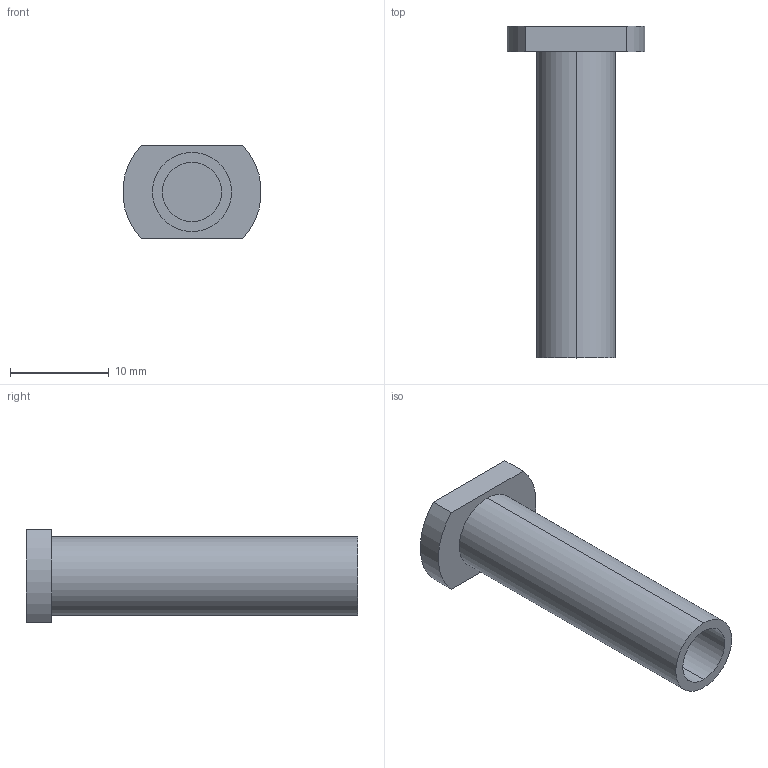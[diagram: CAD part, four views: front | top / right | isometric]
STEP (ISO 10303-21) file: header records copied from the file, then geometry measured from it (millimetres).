
FILE_DESCRIPTION(('HOOPS Exchange Step'),'2;1');
FILE_NAME('export-49CF3E6B-3D12-4C94-8ACD-9093DCCA1D72.stp','2025-07-31T14:09:43+02:00',('Engineering'),('Alibre'),'HOOPS Exchange 2024.5','Alibre','Unknown authorisation');
FILE_SCHEMA( ('AP242_MANAGED_MODEL_BASED_3D_ENGINEERING_MIM_LF {1 0 10303 442 1 1 4 }') );
Length unit declared in the file: millimetre
Products named in the file (1): 4407 2L10004 Blanking Plug Ø8mm (R9)
Bounding box: 13.95 x 33.6 x 9.5 mm (x, y, z)
Volume: 998.8 mm3; surface area: 1715.1 mm2
Topology: 1 solids, 1 shells, 12 faces, 24 edges, 16 vertices
Faces by surface type: cylinder 6, plane 6
Entity records: 359 total; most frequent: DIRECTION 64, CARTESIAN_POINT 54, ORIENTED_EDGE 48, AXIS2_PLACEMENT_3D 26, EDGE_CURVE 24, VERTEX_POINT 16, EDGE_LOOP 14, FACE_BOUND 14
